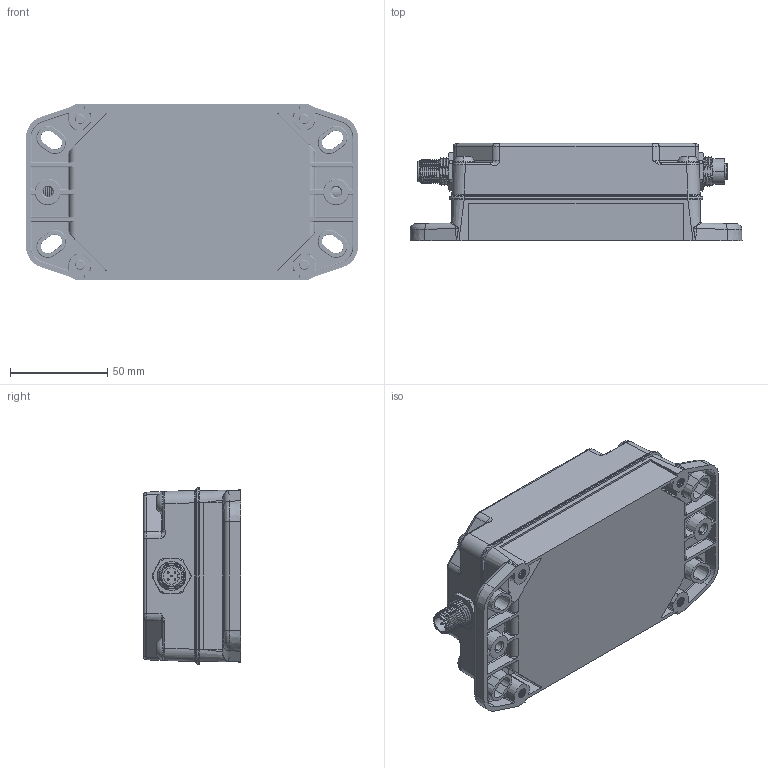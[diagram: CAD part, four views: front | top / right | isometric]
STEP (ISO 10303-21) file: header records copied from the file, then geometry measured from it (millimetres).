
FILE_DESCRIPTION((''),'2;1');
FILE_NAME('234685_SM01_ASM','2023-04-26T11:03:00',('banengservice'),('BANNER ENGINEERING'),'CREO PARAMETRIC BY PTC INC, 2022414','CREO PARAMETRIC BY PTC INC, 2022414','');
FILE_SCHEMA(('CONFIG_CONTROL_DESIGN'));
Products named in the file (2): 234685_EP01; 234685_SM01_ASM
Assembly tree (1 placements, depth 2):
  234685_SM01_ASM
    234685_EP01
Bounding box: 170.5 x 50 x 90.8 mm (x, y, z)
Volume: 540519.3 mm3; surface area: 78510.1 mm2
Topology: 1 solids, 1 shells, 1777 faces, 4671 edges, 2915 vertices
Faces by surface type: cylinder 648, plane 526, bspline 297, cone 161, sphere 86, torus 55, extrusion 4
Entity records: 159428 total; most frequent: CARTESIAN_POINT 118487, ORIENTED_EDGE 9322, DIRECTION 7421, EDGE_CURVE 4661, VERTEX_POINT 2915, AXIS2_PLACEMENT_3D 2691, VECTOR 2039, LINE 2035
